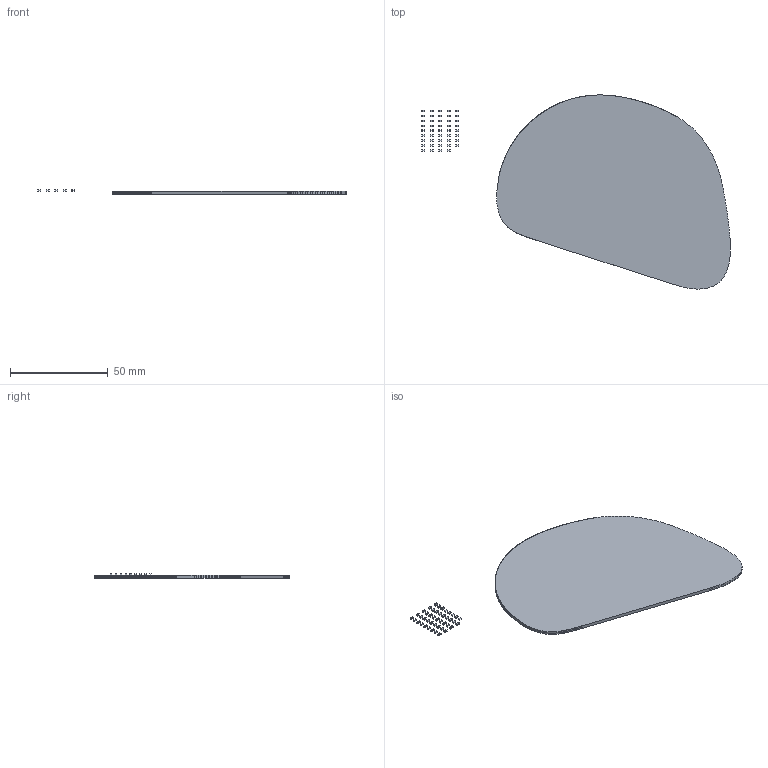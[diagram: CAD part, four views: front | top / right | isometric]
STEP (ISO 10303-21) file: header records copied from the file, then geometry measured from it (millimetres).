
FILE_DESCRIPTION(('KiCad electronic assembly'),'2;1');
FILE_NAME('CAN_LIGHT.step','2024-08-23T23:42:14',('Pcbnew'),('Kicad'), 'Open CASCADE STEP processor 7.7','KiCad to STEP converter','Unknown' );
FILE_SCHEMA(('AUTOMOTIVE_DESIGN { 1 0 10303 214 1 1 1 1 }'));
Length unit declared in the file: millimetre
Products named in the file (6): CAN_LIGHT 1; C_0603_1608Metric; SOLID; R_0603_1608Metric; _autosave-CAN_LIGHT PCB
Assembly tree (47 placements, depth 3):
  CAN_LIGHT 1
    C_0603_1608Metric  x39
      SOLID
    R_0603_1608Metric  x5
      SOLID
    _autosave-CAN_LIGHT PCB
Bounding box: 158.17 x 99.36 x 2.45 mm (x, y, z)
Volume: 14000.9 mm3; surface area: 18280.3 mm2
Topology: 45 solids, 45 shells, 2053 faces, 5635 edges, 3750 vertices
Faces by surface type: plane 1545, cylinder 508
Entity records: 64075 total; most frequent: CARTESIAN_POINT 10684, DIRECTION 9767, LINE 7801, VECTOR 7801, ORIENTED_EDGE 5254, PCURVE 5254, DEFINITIONAL_REPRESENTATION 5254, EDGE_CURVE 2627
